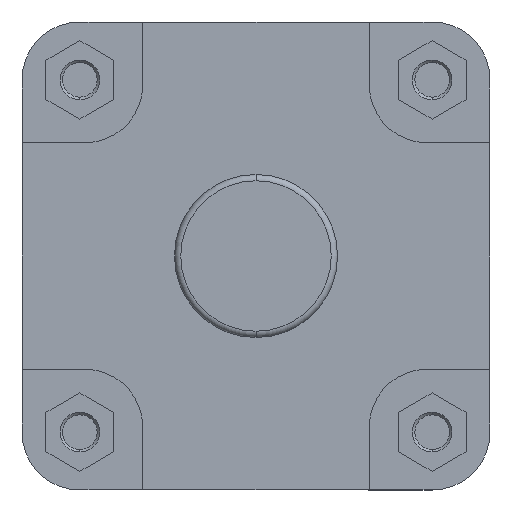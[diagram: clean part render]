
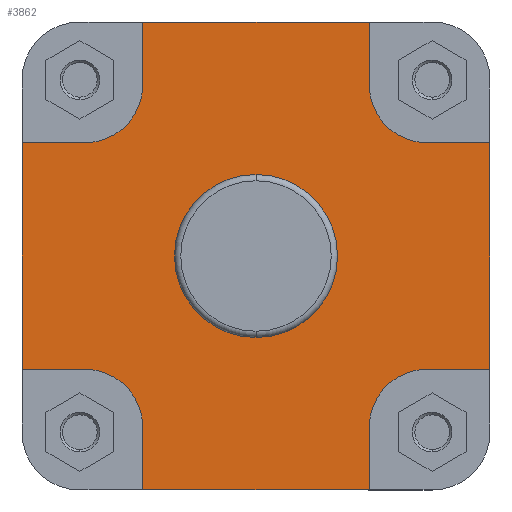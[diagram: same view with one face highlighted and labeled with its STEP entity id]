
A CAD part, left-side view. The second image highlights one B-rep face of the part: STEP entity #3862.
In plain terms, the highlighted planar face has unit normal (-1, 0, 0).
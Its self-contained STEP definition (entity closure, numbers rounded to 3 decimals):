
#3 = DIRECTION ( 'NONE',  ( 0., 1., 0. ) ) ;
#18 = DIRECTION ( 'NONE',  ( 0., 0., -1. ) ) ;
#24 = CARTESIAN_POINT ( 'NONE',  ( 55., 0., 32.4 ) ) ;
#76 = CARTESIAN_POINT ( 'NONE',  ( 55., 0., -32.4 ) ) ;
#79 = DIRECTION ( 'NONE',  ( -1., 0., 0. ) ) ;
#81 = CARTESIAN_POINT ( 'NONE',  ( 55., 45., 68. ) ) ;
#83 = CARTESIAN_POINT ( 'NONE',  ( 55., 93., -45. ) ) ;
#104 = CARTESIAN_POINT ( 'NONE',  ( 55., 68., -45. ) ) ;
#114 = CARTESIAN_POINT ( 'NONE',  ( 55., 68., -45. ) ) ;
#127 = CARTESIAN_POINT ( 'NONE',  ( 55., -45., -93. ) ) ;
#129 = CARTESIAN_POINT ( 'NONE',  ( 55., 45., -68. ) ) ;
#138 = CARTESIAN_POINT ( 'NONE',  ( 55., 68., -68. ) ) ;
#146 = CARTESIAN_POINT ( 'NONE',  ( 55., -45., -68. ) ) ;
#149 = CARTESIAN_POINT ( 'NONE',  ( 55., -45., 68. ) ) ;
#180 = CARTESIAN_POINT ( 'NONE',  ( 55., -45., 93. ) ) ;
#208 = CARTESIAN_POINT ( 'NONE',  ( 55., -68., 45. ) ) ;
#209 = VERTEX_POINT ( 'NONE', #651 ) ;
#218 = VERTEX_POINT ( 'NONE', #734 ) ;
#223 = CARTESIAN_POINT ( 'NONE',  ( 55., -93., 45. ) ) ;
#312 = CARTESIAN_POINT ( 'NONE',  ( 55., 45., 93. ) ) ;
#327 = CARTESIAN_POINT ( 'NONE',  ( 55., 45., -93. ) ) ;
#368 = VERTEX_POINT ( 'NONE', #732 ) ;
#418 = VERTEX_POINT ( 'NONE', #712 ) ;
#422 = VERTEX_POINT ( 'NONE', #327 ) ;
#440 = VERTEX_POINT ( 'NONE', #312 ) ;
#442 = VERTEX_POINT ( 'NONE', #180 ) ;
#453 = VERTEX_POINT ( 'NONE', #208 ) ;
#454 = VERTEX_POINT ( 'NONE', #223 ) ;
#562 = VERTEX_POINT ( 'NONE', #76 ) ;
#568 = VERTEX_POINT ( 'NONE', #24 ) ;
#577 = VERTEX_POINT ( 'NONE', #114 ) ;
#578 = VERTEX_POINT ( 'NONE', #83 ) ;
#582 = VERTEX_POINT ( 'NONE', #81 ) ;
#620 = VERTEX_POINT ( 'NONE', #129 ) ;
#651 = CARTESIAN_POINT ( 'NONE',  ( 55., 93., 45. ) ) ;
#672 = VERTEX_POINT ( 'NONE', #127 ) ;
#673 = VERTEX_POINT ( 'NONE', #149 ) ;
#678 = VERTEX_POINT ( 'NONE', #146 ) ;
#712 = CARTESIAN_POINT ( 'NONE',  ( 55., -68., -45. ) ) ;
#732 = CARTESIAN_POINT ( 'NONE',  ( 55., -93., -45. ) ) ;
#734 = CARTESIAN_POINT ( 'NONE',  ( 55., 68., 45. ) ) ;
#961 = ORIENTED_EDGE ( 'NONE', *, *, #2527, .F. ) ;
#962 = ORIENTED_EDGE ( 'NONE', *, *, #2286, .F. ) ;
#963 = ORIENTED_EDGE ( 'NONE', *, *, #2287, .F. ) ;
#964 = ORIENTED_EDGE ( 'NONE', *, *, #2509, .F. ) ;
#965 = ORIENTED_EDGE ( 'NONE', *, *, #2765, .F. ) ;
#966 = ORIENTED_EDGE ( 'NONE', *, *, #2795, .F. ) ;
#967 = ORIENTED_EDGE ( 'NONE', *, *, #2678, .F. ) ;
#968 = ORIENTED_EDGE ( 'NONE', *, *, #2794, .F. ) ;
#969 = ORIENTED_EDGE ( 'NONE', *, *, #2793, .F. ) ;
#970 = ORIENTED_EDGE ( 'NONE', *, *, #2791, .F. ) ;
#971 = ORIENTED_EDGE ( 'NONE', *, *, #2789, .F. ) ;
#972 = ORIENTED_EDGE ( 'NONE', *, *, #2787, .T. ) ;
#973 = ORIENTED_EDGE ( 'NONE', *, *, #2783, .F. ) ;
#974 = ORIENTED_EDGE ( 'NONE', *, *, #2782, .F. ) ;
#975 = ORIENTED_EDGE ( 'NONE', *, *, #2786, .F. ) ;
#976 = ORIENTED_EDGE ( 'NONE', *, *, #2784, .T. ) ;
#977 = ORIENTED_EDGE ( 'NONE', *, *, #2754, .F. ) ;
#978 = ORIENTED_EDGE ( 'NONE', *, *, #2800, .F. ) ;
#1399 = VECTOR ( 'NONE', #3, 1000. ) ;
#1405 = LINE ( 'NONE', #104, #1399 ) ;
#1406 = CIRCLE ( 'NONE', #2820, 23. ) ;
#1779 = VECTOR ( 'NONE', #6008, 1000. ) ;
#1781 = LINE ( 'NONE', #6027, #1779 ) ;
#1816 = LINE ( 'NONE', #5896, #1817 ) ;
#1817 = VECTOR ( 'NONE', #5895, 1000. ) ;
#2286 = EDGE_CURVE ( 'NONE', #620, #577, #1406, .T. ) ;
#2287 = EDGE_CURVE ( 'NONE', #577, #578, #1405, .T. ) ;
#2509 = EDGE_CURVE ( 'NONE', #578, #209, #1781, .T. ) ;
#2527 = EDGE_CURVE ( 'NONE', #422, #620, #1816, .T. ) ;
#2678 = EDGE_CURVE ( 'NONE', #582, #440, #5386, .T. ) ;
#2754 = EDGE_CURVE ( 'NONE', #562, #568, #5538, .T. ) ;
#2765 = EDGE_CURVE ( 'NONE', #209, #218, #5558, .T. ) ;
#2782 = EDGE_CURVE ( 'NONE', #418, #678, #5593, .T. ) ;
#2783 = EDGE_CURVE ( 'NONE', #368, #418, #5588, .T. ) ;
#2784 = EDGE_CURVE ( 'NONE', #422, #672, #5595, .T. ) ;
#2786 = EDGE_CURVE ( 'NONE', #678, #672, #5589, .T. ) ;
#2787 = EDGE_CURVE ( 'NONE', #368, #454, #5601, .T. ) ;
#2789 = EDGE_CURVE ( 'NONE', #453, #454, #5603, .T. ) ;
#2791 = EDGE_CURVE ( 'NONE', #673, #453, #5610, .T. ) ;
#2793 = EDGE_CURVE ( 'NONE', #442, #673, #5608, .T. ) ;
#2794 = EDGE_CURVE ( 'NONE', #440, #442, #5614, .T. ) ;
#2795 = EDGE_CURVE ( 'NONE', #218, #582, #5620, .T. ) ;
#2800 = EDGE_CURVE ( 'NONE', #568, #562, #5632, .T. ) ;
#2820 = AXIS2_PLACEMENT_3D ( 'NONE', #138, #79, #18 ) ;
#2967 = AXIS2_PLACEMENT_3D ( 'NONE', #4485, #4487, #4488 ) ;
#2991 = AXIS2_PLACEMENT_3D ( 'NONE', #4556, #4561, #4562 ) ;
#2992 = AXIS2_PLACEMENT_3D ( 'NONE', #4576, #4584, #4585 ) ;
#2994 = AXIS2_PLACEMENT_3D ( 'NONE', #4589, #4593, #4594 ) ;
#2997 = AXIS2_PLACEMENT_3D ( 'NONE', #4603, #4605, #4606 ) ;
#3034 = AXIS2_PLACEMENT_3D ( 'NONE', #4707, #4719, #4720 ) ;
#3434 = EDGE_LOOP ( 'NONE', ( #976, #975, #974, #973, #972, #971, #970, #969, #968, #967, #966, #965, #964, #963, #962, #961 ) ) ;
#3453 = EDGE_LOOP ( 'NONE', ( #978, #977 ) ) ;
#3862 = ADVANCED_FACE ( 'NONE', ( #5742, #5730 ), #4718, .F. ) ;
#4309 = CARTESIAN_POINT ( 'NONE',  ( 55., 45., 68. ) ) ;
#4310 = DIRECTION ( 'NONE',  ( 0., 0., 1. ) ) ;
#4485 = CARTESIAN_POINT ( 'NONE',  ( 55., 0., 0. ) ) ;
#4487 = DIRECTION ( 'NONE',  ( -1., 0., 0. ) ) ;
#4488 = DIRECTION ( 'NONE',  ( 0., 0., 1. ) ) ;
#4517 = CARTESIAN_POINT ( 'NONE',  ( 55., 93., 45. ) ) ;
#4518 = DIRECTION ( 'NONE',  ( 0., -1., 0. ) ) ;
#4556 = CARTESIAN_POINT ( 'NONE',  ( 55., -68., -68. ) ) ;
#4561 = DIRECTION ( 'NONE',  ( -1., 0., 0. ) ) ;
#4562 = DIRECTION ( 'NONE',  ( 0., 0., -1. ) ) ;
#4563 = CARTESIAN_POINT ( 'NONE',  ( 55., -93., -45. ) ) ;
#4564 = DIRECTION ( 'NONE',  ( 0., 1., 0. ) ) ;
#4566 = CARTESIAN_POINT ( 'NONE',  ( 55., -204.741, -93. ) ) ;
#4567 = DIRECTION ( 'NONE',  ( 0., -1., 0. ) ) ;
#4569 = CARTESIAN_POINT ( 'NONE',  ( 55., -68., 45. ) ) ;
#4572 = CARTESIAN_POINT ( 'NONE',  ( 55., -45., -68. ) ) ;
#4573 = DIRECTION ( 'NONE',  ( 0., 0., -1. ) ) ;
#4574 = CARTESIAN_POINT ( 'NONE',  ( 55., -93., 0. ) ) ;
#4575 = DIRECTION ( 'NONE',  ( 0., 0., 1. ) ) ;
#4576 = CARTESIAN_POINT ( 'NONE',  ( 55., -68., 68. ) ) ;
#4580 = DIRECTION ( 'NONE',  ( 0., -1., 0. ) ) ;
#4581 = CARTESIAN_POINT ( 'NONE',  ( 55., -45., 93. ) ) ;
#4584 = DIRECTION ( 'NONE',  ( -1., 0., 0. ) ) ;
#4585 = DIRECTION ( 'NONE',  ( 0., 0., -1. ) ) ;
#4589 = CARTESIAN_POINT ( 'NONE',  ( 55., 68., 68. ) ) ;
#4590 = DIRECTION ( 'NONE',  ( 0., 0., -1. ) ) ;
#4591 = CARTESIAN_POINT ( 'NONE',  ( 55., -204.741, 93. ) ) ;
#4592 = DIRECTION ( 'NONE',  ( 0., -1., 0. ) ) ;
#4593 = DIRECTION ( 'NONE',  ( -1., 0., 0. ) ) ;
#4594 = DIRECTION ( 'NONE',  ( 0., 0., -1. ) ) ;
#4603 = CARTESIAN_POINT ( 'NONE',  ( 55., 0., 0. ) ) ;
#4605 = DIRECTION ( 'NONE',  ( -1., 0., 0. ) ) ;
#4606 = DIRECTION ( 'NONE',  ( 0., 0., 1. ) ) ;
#4707 = CARTESIAN_POINT ( 'NONE',  ( 55., 32.4, 0. ) ) ;
#4718 = PLANE ( 'NONE',  #3034 ) ;
#4719 = DIRECTION ( 'NONE',  ( 1., 0., 0. ) ) ;
#4720 = DIRECTION ( 'NONE',  ( 0., 0., -1. ) ) ;
#5386 = LINE ( 'NONE', #4309, #5387 ) ;
#5387 = VECTOR ( 'NONE', #4310, 1000. ) ;
#5538 = CIRCLE ( 'NONE', #2967, 32.4 ) ;
#5558 = LINE ( 'NONE', #4517, #5560 ) ;
#5560 = VECTOR ( 'NONE', #4518, 1000. ) ;
#5586 = VECTOR ( 'NONE', #4573, 1000. ) ;
#5588 = LINE ( 'NONE', #4563, #5591 ) ;
#5589 = LINE ( 'NONE', #4572, #5586 ) ;
#5591 = VECTOR ( 'NONE', #4564, 1000. ) ;
#5593 = CIRCLE ( 'NONE', #2991, 23. ) ;
#5595 = LINE ( 'NONE', #4566, #5596 ) ;
#5596 = VECTOR ( 'NONE', #4567, 1000. ) ;
#5598 = VECTOR ( 'NONE', #4580, 1000. ) ;
#5601 = LINE ( 'NONE', #4574, #5602 ) ;
#5602 = VECTOR ( 'NONE', #4575, 1000. ) ;
#5603 = LINE ( 'NONE', #4569, #5598 ) ;
#5608 = LINE ( 'NONE', #4581, #5611 ) ;
#5610 = CIRCLE ( 'NONE', #2992, 23. ) ;
#5611 = VECTOR ( 'NONE', #4590, 1000. ) ;
#5614 = LINE ( 'NONE', #4591, #5615 ) ;
#5615 = VECTOR ( 'NONE', #4592, 1000. ) ;
#5620 = CIRCLE ( 'NONE', #2994, 23. ) ;
#5632 = CIRCLE ( 'NONE', #2997, 32.4 ) ;
#5730 = FACE_OUTER_BOUND ( 'NONE', #3434, .T. ) ;
#5742 = FACE_BOUND ( 'NONE', #3453, .T. ) ;
#5895 = DIRECTION ( 'NONE',  ( 0., 0., 1. ) ) ;
#5896 = CARTESIAN_POINT ( 'NONE',  ( 55., 45., -93. ) ) ;
#6008 = DIRECTION ( 'NONE',  ( 0., 0., 1. ) ) ;
#6027 = CARTESIAN_POINT ( 'NONE',  ( 55., 93., 0. ) ) ;
